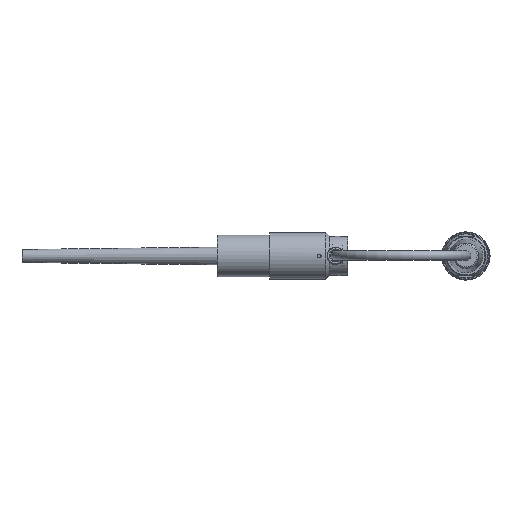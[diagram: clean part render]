
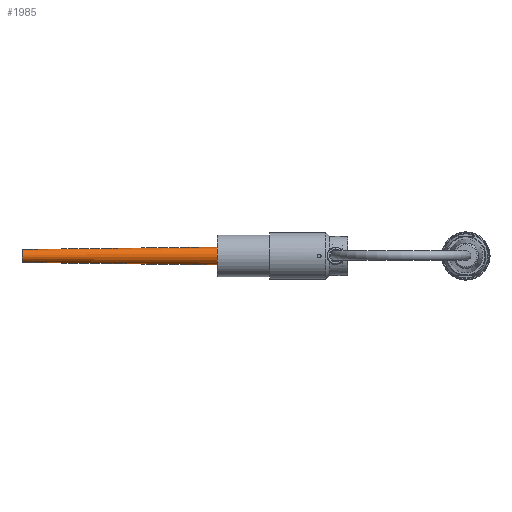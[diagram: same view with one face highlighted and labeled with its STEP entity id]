
A CAD part, top view. The second image highlights one B-rep face of the part: STEP entity #1985.
In plain terms, the highlighted conical face has half-angle 0.716 degrees and reference radius 3 mm.
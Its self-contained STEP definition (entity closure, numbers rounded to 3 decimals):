
#241=CONICAL_SURFACE('',#2156,3.,0.012);
#332=FACE_BOUND('',#556,.T.);
#411=FACE_OUTER_BOUND('',#555,.T.);
#555=EDGE_LOOP('',(#1319));
#556=EDGE_LOOP('',(#1320));
#771=CIRCLE('',#2155,3.5);
#772=CIRCLE('',#2157,2.5);
#895=VERTEX_POINT('',#3031);
#896=VERTEX_POINT('',#3034);
#1076=EDGE_CURVE('',#895,#895,#771,.T.);
#1077=EDGE_CURVE('',#896,#896,#772,.T.);
#1319=ORIENTED_EDGE('',*,*,#1077,.F.);
#1320=ORIENTED_EDGE('',*,*,#1076,.T.);
#1985=ADVANCED_FACE('',(#411,#332),#241,.T.);
#2155=AXIS2_PLACEMENT_3D('',#3032,#2423,#2424);
#2156=AXIS2_PLACEMENT_3D('',#3033,#2425,#2426);
#2157=AXIS2_PLACEMENT_3D('',#3035,#2427,#2428);
#2423=DIRECTION('center_axis',(-1.,0.,0.));
#2424=DIRECTION('ref_axis',(0.,-0.881,-0.474));
#2425=DIRECTION('center_axis',(1.,0.,0.));
#2426=DIRECTION('ref_axis',(0.,-0.474,0.881));
#2427=DIRECTION('center_axis',(-1.,0.,0.));
#2428=DIRECTION('ref_axis',(0.,-0.881,-0.474));
#3031=CARTESIAN_POINT('',(-45.,-1.658,3.082));
#3032=CARTESIAN_POINT('Origin',(-45.,0.,
0.));
#3033=CARTESIAN_POINT('Origin',(-85.,0.,
0.));
#3034=CARTESIAN_POINT('',(-125.,-1.185,2.202));
#3035=CARTESIAN_POINT('Origin',(-125.,0.,
0.));
